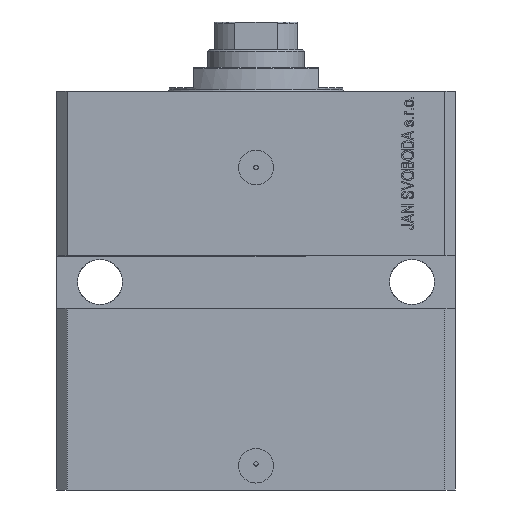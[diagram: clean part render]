
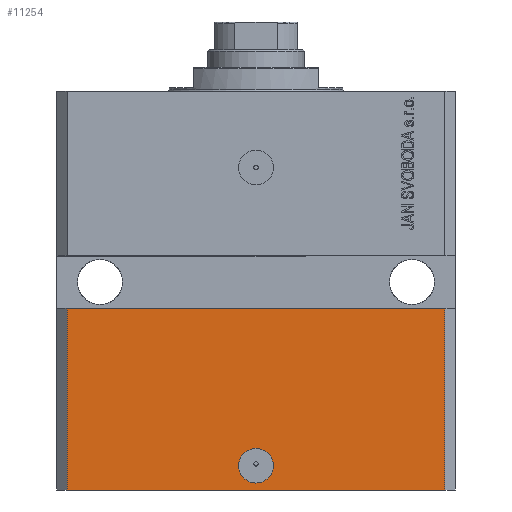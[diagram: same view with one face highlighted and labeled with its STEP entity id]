
A CAD part, front view. The second image highlights one B-rep face of the part: STEP entity #11254.
In plain terms, the highlighted planar face has unit normal (0, -1, 0).
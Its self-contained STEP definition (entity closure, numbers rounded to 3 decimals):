
#478 = CARTESIAN_POINT ( 'NONE',  ( -54.5, -45., -115. ) ) ;
#2343 = VECTOR ( 'NONE', #39819, 1000. ) ;
#3296 = VECTOR ( 'NONE', #22813, 1000. ) ;
#7781 = LINE ( 'NONE', #26734, #3296 ) ;
#7864 = DIRECTION ( 'NONE',  ( 1., 0., 0. ) ) ;
#8718 = VECTOR ( 'NONE', #13501, 1000. ) ;
#8818 = LINE ( 'NONE', #478, #28701 ) ;
#9272 = DIRECTION ( 'NONE',  ( 0., -1., 0. ) ) ;
#9317 = LINE ( 'NONE', #21399, #8718 ) ;
#10922 = FACE_BOUND ( 'NONE', #31390, .T. ) ;
#11254 = ADVANCED_FACE ( 'NONE', ( #10922, #37021 ), #14873, .T. ) ;
#11290 = DIRECTION ( 'NONE',  ( 1., 0., 0. ) ) ;
#11901 = ORIENTED_EDGE ( 'NONE', *, *, #18619, .F. ) ;
#13501 = DIRECTION ( 'NONE',  ( 0., 0., 1. ) ) ;
#13614 = ORIENTED_EDGE ( 'NONE', *, *, #21456, .F. ) ;
#13999 = LINE ( 'NONE', #36645, #2343 ) ;
#14718 = AXIS2_PLACEMENT_3D ( 'NONE', #48334, #22253, #37744 ) ;
#14873 = PLANE ( 'NONE',  #14718 ) ;
#16445 = DIRECTION ( 'NONE',  ( 1., 0., 0. ) ) ;
#16851 = VERTEX_POINT ( 'NONE', #31938 ) ;
#17241 = CARTESIAN_POINT ( 'NONE',  ( -54.5, -45., -115. ) ) ;
#18619 = EDGE_CURVE ( 'NONE', #31235, #38526, #13999, .T. ) ;
#20053 = CARTESIAN_POINT ( 'NONE',  ( 54.5, -45., -62.5 ) ) ;
#21399 = CARTESIAN_POINT ( 'NONE',  ( -54.5, -45., -115. ) ) ;
#21456 = EDGE_CURVE ( 'NONE', #27356, #31235, #9317, .T. ) ;
#22253 = DIRECTION ( 'NONE',  ( 0., -1., 0. ) ) ;
#22256 = CARTESIAN_POINT ( 'NONE',  ( 54.5, -45., -115. ) ) ;
#22813 = DIRECTION ( 'NONE',  ( 0., 0., 1. ) ) ;
#23811 = EDGE_CURVE ( 'NONE', #28138, #38526, #7781, .T. ) ;
#23817 = CARTESIAN_POINT ( 'NONE',  ( 0., -45., -108. ) ) ;
#26734 = CARTESIAN_POINT ( 'NONE',  ( 54.5, -45., -115. ) ) ;
#27356 = VERTEX_POINT ( 'NONE', #17241 ) ;
#28138 = VERTEX_POINT ( 'NONE', #22256 ) ;
#28701 = VECTOR ( 'NONE', #7864, 1000. ) ;
#29272 = CARTESIAN_POINT ( 'NONE',  ( 0., -45., -108. ) ) ;
#30046 = EDGE_CURVE ( 'NONE', #34270, #16851, #44390, .T. ) ;
#30192 = EDGE_LOOP ( 'NONE', ( #11901, #13614, #31113, #31498 ) ) ;
#31113 = ORIENTED_EDGE ( 'NONE', *, *, #35113, .T. ) ;
#31235 = VERTEX_POINT ( 'NONE', #44140 ) ;
#31390 = EDGE_LOOP ( 'NONE', ( #39915, #35225 ) ) ;
#31498 = ORIENTED_EDGE ( 'NONE', *, *, #23811, .T. ) ;
#31938 = CARTESIAN_POINT ( 'NONE',  ( -5., -45., -108. ) ) ;
#34270 = VERTEX_POINT ( 'NONE', #34627 ) ;
#34627 = CARTESIAN_POINT ( 'NONE',  ( 5., -45., -108. ) ) ;
#35113 = EDGE_CURVE ( 'NONE', #27356, #28138, #8818, .T. ) ;
#35225 = ORIENTED_EDGE ( 'NONE', *, *, #44879, .F. ) ;
#36645 = CARTESIAN_POINT ( 'NONE',  ( -57.5, -45., -62.5 ) ) ;
#37021 = FACE_OUTER_BOUND ( 'NONE', #30192, .T. ) ;
#37744 = DIRECTION ( 'NONE',  ( 1., 0., 0. ) ) ;
#38526 = VERTEX_POINT ( 'NONE', #20053 ) ;
#39819 = DIRECTION ( 'NONE',  ( 1., 0., 0. ) ) ;
#39915 = ORIENTED_EDGE ( 'NONE', *, *, #30046, .F. ) ;
#41071 = DIRECTION ( 'NONE',  ( 0., -1., 0. ) ) ;
#43842 = AXIS2_PLACEMENT_3D ( 'NONE', #29272, #41071, #11290 ) ;
#44140 = CARTESIAN_POINT ( 'NONE',  ( -54.5, -45., -62.5 ) ) ;
#44390 = CIRCLE ( 'NONE', #48342, 5. ) ;
#44879 = EDGE_CURVE ( 'NONE', #16851, #34270, #47804, .T. ) ;
#47804 = CIRCLE ( 'NONE', #43842, 5. ) ;
#48334 = CARTESIAN_POINT ( 'NONE',  ( -54.5, -45., -115. ) ) ;
#48342 = AXIS2_PLACEMENT_3D ( 'NONE', #23817, #9272, #16445 ) ;
